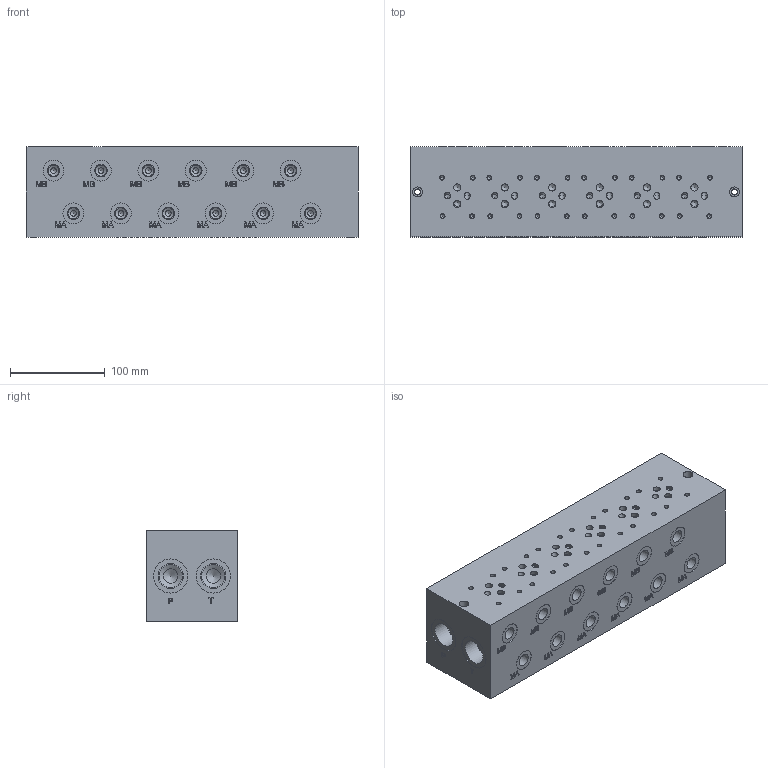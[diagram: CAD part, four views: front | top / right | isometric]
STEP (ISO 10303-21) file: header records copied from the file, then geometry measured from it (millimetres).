
FILE_DESCRIPTION(/* description */ (''),/* implementation_level */ '2;1');
FILE_NAME(/* name */ 'DM253_6YM.stp',/* time_stamp */ '2016-02-20T09:03:51+01:00',/* author */ ('Ufftec3'),/* organization */ (''),/* preprocessor_version */ 'ST-DEVELOPER v16.1',/* originating_system */ 'Autodesk Inventor 2016',/* authorisation */ '');
FILE_SCHEMA (('AUTOMOTIVE_DESIGN { 1 0 10303 214 3 1 1 }'));
Length unit declared in the file: millimetre
Products named in the file (1): DM253_6YM_Stp
Bounding box: 350 x 95 x 95 mm (x, y, z)
Volume: 2958231 mm3; surface area: 199665.5 mm2
Topology: 1 solids, 1 shells, 1106 faces, 2769 edges, 1829 vertices
Faces by surface type: plane 614, cylinder 200, bspline 182, cone 110
Full cylindrical faces by diameter (mm): 4.2 x24, 5 x24, 6 x12, 6.5 x14, 7.5 x24, 8.5 x4, 10 x4, 10.5 x2, 11.5 x12, 13.2 x13, 15 x3, 19 x12, 20.955 x12, 22 x13, 24.5 x3, 26.441 x4, 30 x12, 36 x4
Entity records: 30785 total; most frequent: CARTESIAN_POINT 7498, ORIENTED_EDGE 4602, DIRECTION 4173, EDGE_CURVE 2301, VERTEX_POINT 1664, EDGE_LOOP 1579, LINE 1523, VECTOR 1523
